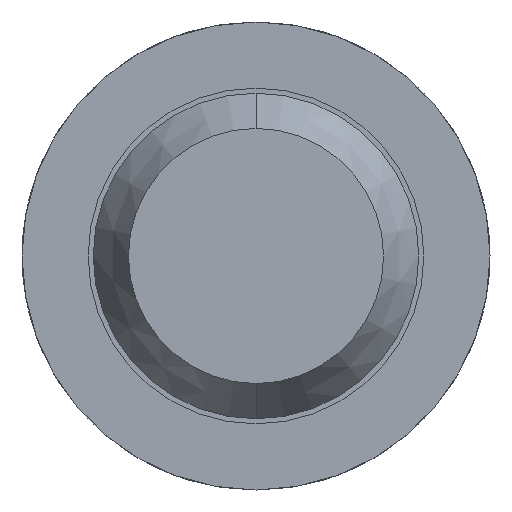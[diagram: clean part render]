
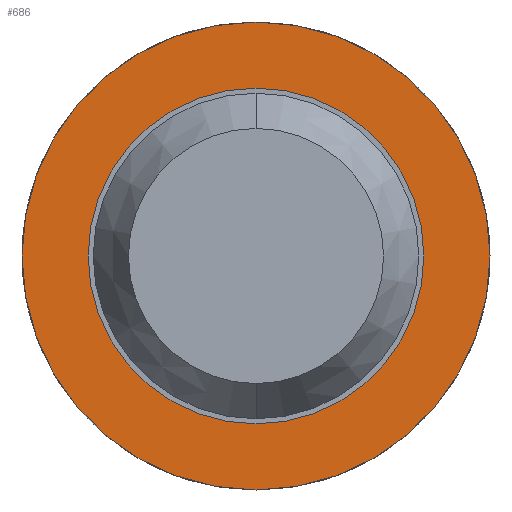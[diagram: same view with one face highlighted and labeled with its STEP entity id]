
A CAD part, front view. The second image highlights one B-rep face of the part: STEP entity #686.
In plain terms, the highlighted planar face has unit normal (0, -1, 0).
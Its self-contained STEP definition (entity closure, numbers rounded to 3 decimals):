
#141 = AXIS2_PLACEMENT_3D ( 'NONE', #2187, #1244, #3766 ) ;
#172 = CARTESIAN_POINT ( 'NONE',  ( 0.825, -1.7, 0. ) ) ;
#199 = CARTESIAN_POINT ( 'NONE',  ( 0., -1.7, 1.15 ) ) ;
#208 = FACE_BOUND ( 'NONE', #3910, .T. ) ;
#213 = VERTEX_POINT ( 'NONE', #1357 ) ;
#336 = CIRCLE ( 'NONE', #2087, 0.825 ) ;
#505 = ORIENTED_EDGE ( 'NONE', *, *, #3754, .T. ) ;
#508 = CARTESIAN_POINT ( 'NONE',  ( 0., -1.7, 0. ) ) ;
#682 = VERTEX_POINT ( 'NONE', #2980 ) ;
#686 = ADVANCED_FACE ( 'Defeature ausgef�hrt1_7', ( #3538, #208 ), #2994, .F. ) ;
#1035 = ORIENTED_EDGE ( 'NONE', *, *, #3301, .T. ) ;
#1092 = DIRECTION ( 'NONE',  ( 0., 0., 1. ) ) ;
#1210 = CIRCLE ( 'NONE', #3009, 1.15 ) ;
#1244 = DIRECTION ( 'NONE',  ( 0., 1., 0. ) ) ;
#1246 = CARTESIAN_POINT ( 'NONE',  ( 0., -1.7, 0. ) ) ;
#1357 = CARTESIAN_POINT ( 'NONE',  ( 0., -1.7, -0.825 ) ) ;
#1535 = ORIENTED_EDGE ( 'NONE', *, *, #3153, .F. ) ;
#1610 = DIRECTION ( 'NONE',  ( 0., 1., 0. ) ) ;
#1752 = CIRCLE ( 'NONE', #141, 0.825 ) ;
#2010 = CARTESIAN_POINT ( 'NONE',  ( 0., -1.7, -1.15 ) ) ;
#2087 = AXIS2_PLACEMENT_3D ( 'NONE', #2986, #2360, #1092 ) ;
#2187 = CARTESIAN_POINT ( 'NONE',  ( 0., -1.7, 0. ) ) ;
#2247 = AXIS2_PLACEMENT_3D ( 'NONE', #172, #3282, #2365 ) ;
#2255 = AXIS2_PLACEMENT_3D ( 'NONE', #508, #3605, #2708 ) ;
#2360 = DIRECTION ( 'NONE',  ( 0., 1., 0. ) ) ;
#2365 = DIRECTION ( 'NONE',  ( 0., 0., 1. ) ) ;
#2533 = DIRECTION ( 'NONE',  ( 0., 0., 1. ) ) ;
#2612 = EDGE_CURVE ( 'Defeature ausgef�hrt1_0+Defeature ausgef�hrt1_7+Defeature ausgef�hrt1_7+Defeature ausgef�hrt1_7', #3941, #3139, #1210, .T. ) ;
#2708 = DIRECTION ( 'NONE',  ( 0., 0., 1. ) ) ;
#2761 = ORIENTED_EDGE ( 'NONE', *, *, #2612, .F. ) ;
#2980 = CARTESIAN_POINT ( 'NONE',  ( 0., -1.7, 0.825 ) ) ;
#2986 = CARTESIAN_POINT ( 'NONE',  ( 0., -1.7, 0. ) ) ;
#2994 = PLANE ( 'NONE',  #2247 ) ;
#3009 = AXIS2_PLACEMENT_3D ( 'NONE', #1246, #1610, #2533 ) ;
#3113 = CIRCLE ( 'NONE', #2255, 1.15 ) ;
#3139 = VERTEX_POINT ( 'NONE', #2010 ) ;
#3153 = EDGE_CURVE ( 'Defeature ausgef�hrt1_0+Defeature ausgef�hrt1_7+Defeature ausgef�hrt1_7+Defeature ausgef�hrt1_7', #3139, #3941, #3113, .T. ) ;
#3282 = DIRECTION ( 'NONE',  ( 0., 1., 0. ) ) ;
#3301 = EDGE_CURVE ( 'Defeature ausgef�hrt1_7+Defeature ausgef�hrt1_6+Defeature ausgef�hrt1_6+Defeature ausgef�hrt1_6', #213, #682, #1752, .T. ) ;
#3538 = FACE_OUTER_BOUND ( 'NONE', #4038, .T. ) ;
#3605 = DIRECTION ( 'NONE',  ( 0., 1., 0. ) ) ;
#3754 = EDGE_CURVE ( 'Defeature ausgef�hrt1_7+Defeature ausgef�hrt1_6+Defeature ausgef�hrt1_6+Defeature ausgef�hrt1_6', #682, #213, #336, .T. ) ;
#3766 = DIRECTION ( 'NONE',  ( 0., 0., 1. ) ) ;
#3910 = EDGE_LOOP ( 'NONE', ( #505, #1035 ) ) ;
#3941 = VERTEX_POINT ( 'NONE', #199 ) ;
#4038 = EDGE_LOOP ( 'NONE', ( #2761, #1535 ) ) ;
